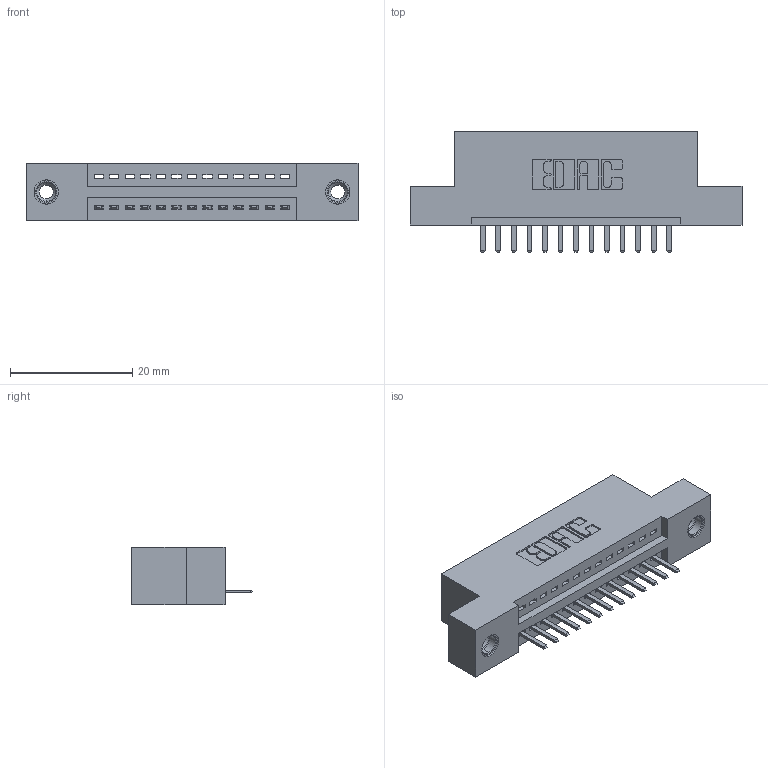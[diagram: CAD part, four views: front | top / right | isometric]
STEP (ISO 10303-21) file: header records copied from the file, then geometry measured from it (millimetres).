
FILE_DESCRIPTION (( 'STEP AP203' ), '1' );
FILE_NAME ('395-013-520-108.STEP', '2018-11-05T20:27:48', ( '' ), ( '' ), 'SwSTEP 2.0', 'SolidWorks 2016', '' );
FILE_SCHEMA (( 'CONFIG_CONTROL_DESIGN' ));
Length unit declared in the file: inch
Products named in the file (4): 395-013-520-108; 345 Part_Flush Mounting Lugs - 0.156 Dia-TI; 345-292-001_345-293-120; 345-250-001_345-250-003-102
Assembly tree (16 placements, depth 2):
  395-013-520-108
    345 Part_Flush Mounting Lugs - 0.156 Dia-TI
    345-292-001_345-293-120  x13
    345-250-001_345-250-003-102  x2
Bounding box: 54.23 x 19.68 x 9.4 mm (x, y, z)
Volume: 4869.3 mm3; surface area: 5973.5 mm2
Topology: 16 solids, 16 shells, 992 faces, 2869 edges, 1870 vertices
Faces by surface type: plane 658, cylinder 318, cone 12, torus 4
Entity records: 14988 total; most frequent: CARTESIAN_POINT 2590, ORIENTED_EDGE 2518, DIRECTION 2319, EDGE_CURVE 1259, VECTOR 1051, LINE 1051, VERTEX_POINT 832, AXIS2_PLACEMENT_3D 634
